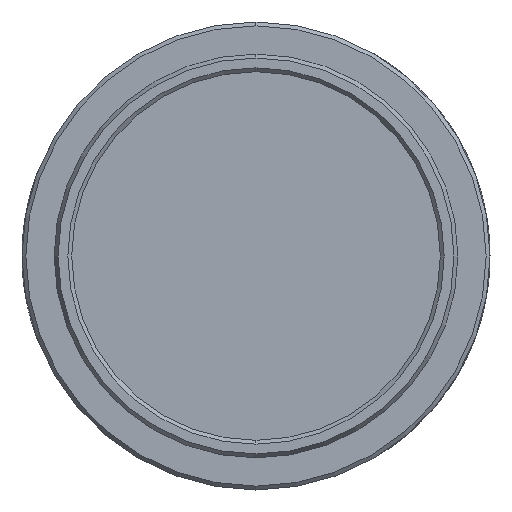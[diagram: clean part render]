
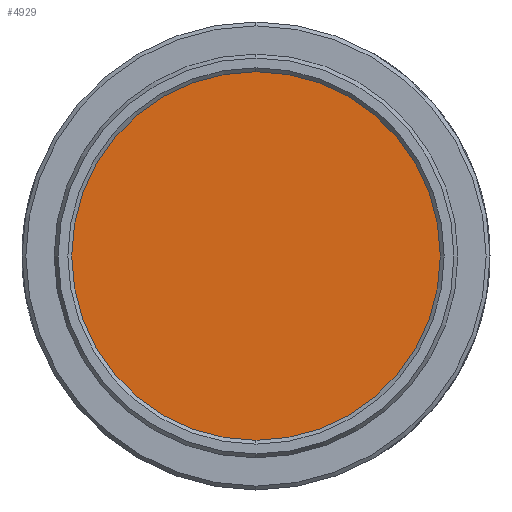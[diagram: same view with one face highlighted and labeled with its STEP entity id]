
A CAD part, left-side view. The second image highlights one B-rep face of the part: STEP entity #4929.
In plain terms, the highlighted planar face has unit normal (-1, 0, 0).
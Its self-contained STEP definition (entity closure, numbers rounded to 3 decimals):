
#479 = ORIENTED_EDGE ( 'NONE', *, *, #7907, .F. ) ;
#769 = EDGE_CURVE ( 'NONE', #9042, #2927, #2560, .T. ) ;
#1194 = CARTESIAN_POINT ( 'NONE',  ( -1.905, 11.786, -4.73 ) ) ;
#1922 = FACE_OUTER_BOUND ( 'NONE', #2793, .T. ) ;
#1940 = DIRECTION ( 'NONE',  ( 0., -0.928, 0.372 ) ) ;
#1967 = CARTESIAN_POINT ( 'NONE',  ( -1.905, 0., 0. ) ) ;
#2175 = AXIS2_PLACEMENT_3D ( 'NONE', #1967, #7146, #2712 ) ;
#2560 = CIRCLE ( 'NONE', #7016, 12.7 ) ;
#2712 = DIRECTION ( 'NONE',  ( 0., -0.928, 0.372 ) ) ;
#2793 = EDGE_LOOP ( 'NONE', ( #7582, #479 ) ) ;
#2927 = VERTEX_POINT ( 'NONE', #1194 ) ;
#3747 = DIRECTION ( 'NONE',  ( 1., 0., 0. ) ) ;
#4858 = CARTESIAN_POINT ( 'NONE',  ( -1.905, 0., 0. ) ) ;
#4929 = ADVANCED_FACE ( 'NONE', ( #1922 ), #5607, .F. ) ;
#5607 = PLANE ( 'NONE',  #6024 ) ;
#6024 = AXIS2_PLACEMENT_3D ( 'NONE', #4858, #6362, #1940 ) ;
#6362 = DIRECTION ( 'NONE',  ( 1., 0., 0. ) ) ;
#6397 = CIRCLE ( 'NONE', #2175, 12.7 ) ;
#7016 = AXIS2_PLACEMENT_3D ( 'NONE', #8164, #3747, #8907 ) ;
#7146 = DIRECTION ( 'NONE',  ( 1., 0., 0. ) ) ;
#7582 = ORIENTED_EDGE ( 'NONE', *, *, #769, .F. ) ;
#7907 = EDGE_CURVE ( 'NONE', #2927, #9042, #6397, .T. ) ;
#8065 = CARTESIAN_POINT ( 'NONE',  ( -1.905, -11.786, 4.73 ) ) ;
#8164 = CARTESIAN_POINT ( 'NONE',  ( -1.905, 0., 0. ) ) ;
#8907 = DIRECTION ( 'NONE',  ( 0., -0.928, 0.372 ) ) ;
#9042 = VERTEX_POINT ( 'NONE', #8065 ) ;
